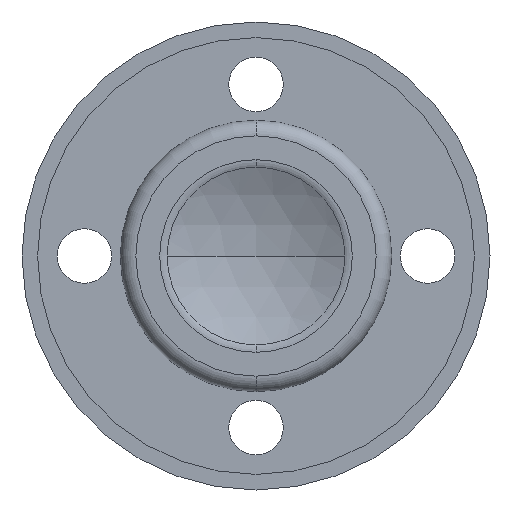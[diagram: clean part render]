
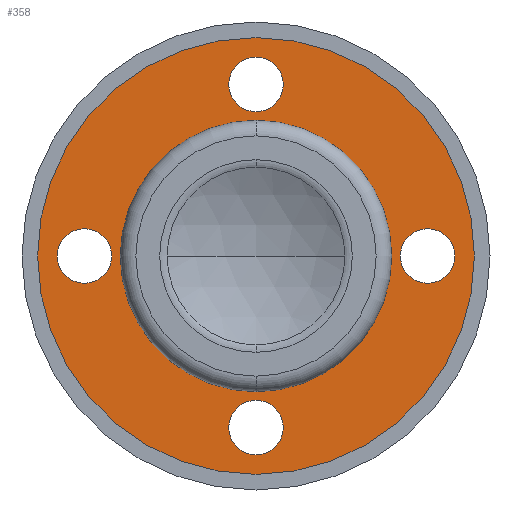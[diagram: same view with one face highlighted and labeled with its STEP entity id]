
A CAD part, front view. The second image highlights one B-rep face of the part: STEP entity #358.
In plain terms, the highlighted planar face has unit normal (0, -1, 0).
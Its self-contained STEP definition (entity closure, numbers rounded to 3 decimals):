
#12 = CARTESIAN_POINT ( 'NONE',  ( 0., 12.5, 0. ) ) ;
#16 = CARTESIAN_POINT ( 'NONE',  ( 0., 12.5, 46.25 ) ) ;
#18 = DIRECTION ( 'NONE',  ( 0., 1., 0. ) ) ;
#22 = DIRECTION ( 'NONE',  ( 0., 1., 0. ) ) ;
#23 = AXIS2_PLACEMENT_3D ( 'NONE', #527, #371, #116 ) ;
#38 = VERTEX_POINT ( 'NONE', #454 ) ;
#42 = EDGE_CURVE ( 'NONE', #1008, #263, #635, .T. ) ;
#48 = VERTEX_POINT ( 'NONE', #835 ) ;
#53 = FACE_BOUND ( 'NONE', #573, .T. ) ;
#54 = EDGE_CURVE ( 'NONE', #263, #1008, #422, .T. ) ;
#63 = EDGE_CURVE ( 'NONE', #48, #825, #342, .T. ) ;
#66 = DIRECTION ( 'NONE',  ( 0., -1., 0. ) ) ;
#79 = CARTESIAN_POINT ( 'NONE',  ( -63.75, 12.5, 0. ) ) ;
#101 = CARTESIAN_POINT ( 'NONE',  ( 55., 12.5, 0. ) ) ;
#109 = CIRCLE ( 'NONE', #550, 70. ) ;
#115 = CARTESIAN_POINT ( 'NONE',  ( 0., 12.5, -63.75 ) ) ;
#116 = DIRECTION ( 'NONE',  ( -1., 0., 0. ) ) ;
#131 = DIRECTION ( 'NONE',  ( 0., -1., 0. ) ) ;
#134 = FACE_BOUND ( 'NONE', #497, .T. ) ;
#138 = AXIS2_PLACEMENT_3D ( 'NONE', #12, #22, #211 ) ;
#152 = AXIS2_PLACEMENT_3D ( 'NONE', #361, #131, #933 ) ;
#155 = CIRCLE ( 'NONE', #363, 8.75 ) ;
#202 = DIRECTION ( 'NONE',  ( 0., 0., 1. ) ) ;
#209 = CARTESIAN_POINT ( 'NONE',  ( 0., 12.5, -55. ) ) ;
#211 = DIRECTION ( 'NONE',  ( 0., 0., 1. ) ) ;
#216 = DIRECTION ( 'NONE',  ( 0., 0., 1. ) ) ;
#221 = EDGE_CURVE ( 'NONE', #382, #370, #155, .T. ) ;
#226 = EDGE_CURVE ( 'NONE', #370, #382, #957, .T. ) ;
#229 = ORIENTED_EDGE ( 'NONE', *, *, #42, .F. ) ;
#236 = DIRECTION ( 'NONE',  ( 0., 1., 0. ) ) ;
#255 = ORIENTED_EDGE ( 'NONE', *, *, #331, .F. ) ;
#263 = VERTEX_POINT ( 'NONE', #16 ) ;
#272 = DIRECTION ( 'NONE',  ( 1., 0., 0. ) ) ;
#273 = CIRCLE ( 'NONE', #823, 8.75 ) ;
#274 = CARTESIAN_POINT ( 'NONE',  ( 0., 12.5, -43.5 ) ) ;
#285 = EDGE_LOOP ( 'NONE', ( #773, #722 ) ) ;
#287 = AXIS2_PLACEMENT_3D ( 'NONE', #1045, #236, #1027 ) ;
#298 = FACE_BOUND ( 'NONE', #730, .T. ) ;
#304 = FACE_BOUND ( 'NONE', #775, .T. ) ;
#320 = CARTESIAN_POINT ( 'NONE',  ( 55., 12.5, 0. ) ) ;
#325 = ORIENTED_EDGE ( 'NONE', *, *, #986, .F. ) ;
#331 = EDGE_CURVE ( 'NONE', #611, #503, #880, .T. ) ;
#342 = CIRCLE ( 'NONE', #403, 70. ) ;
#355 = CARTESIAN_POINT ( 'NONE',  ( 0., 12.5, 63.75 ) ) ;
#358 = ADVANCED_FACE ( 'NONE', ( #298, #134, #448, #53, #304, #560 ), #965, .T. ) ;
#361 = CARTESIAN_POINT ( 'NONE',  ( 0., 12.5, -55. ) ) ;
#363 = AXIS2_PLACEMENT_3D ( 'NONE', #320, #728, #568 ) ;
#369 = EDGE_CURVE ( 'NONE', #825, #48, #109, .T. ) ;
#370 = VERTEX_POINT ( 'NONE', #548 ) ;
#371 = DIRECTION ( 'NONE',  ( 0., -1., 0. ) ) ;
#379 = CARTESIAN_POINT ( 'NONE',  ( -43.5, 12.5, 0. ) ) ;
#382 = VERTEX_POINT ( 'NONE', #628 ) ;
#388 = CARTESIAN_POINT ( 'NONE',  ( 0., 12.5, 43.5 ) ) ;
#395 = EDGE_LOOP ( 'NONE', ( #593, #508 ) ) ;
#403 = AXIS2_PLACEMENT_3D ( 'NONE', #747, #18, #202 ) ;
#406 = AXIS2_PLACEMENT_3D ( 'NONE', #379, #66, #451 ) ;
#422 = CIRCLE ( 'NONE', #1021, 8.75 ) ;
#442 = ORIENTED_EDGE ( 'NONE', *, *, #543, .T. ) ;
#448 = FACE_BOUND ( 'NONE', #395, .T. ) ;
#450 = DIRECTION ( 'NONE',  ( 0., -1., 0. ) ) ;
#451 = DIRECTION ( 'NONE',  ( 0., 0., -1. ) ) ;
#454 = CARTESIAN_POINT ( 'NONE',  ( -46.25, 12.5, 0. ) ) ;
#494 = VERTEX_POINT ( 'NONE', #388 ) ;
#497 = EDGE_LOOP ( 'NONE', ( #916, #229 ) ) ;
#498 = DIRECTION ( 'NONE',  ( 0., -1., 0. ) ) ;
#503 = VERTEX_POINT ( 'NONE', #746 ) ;
#508 = ORIENTED_EDGE ( 'NONE', *, *, #221, .F. ) ;
#527 = CARTESIAN_POINT ( 'NONE',  ( -55., 12.5, 0. ) ) ;
#533 = CARTESIAN_POINT ( 'NONE',  ( -55., 12.5, 0. ) ) ;
#535 = DIRECTION ( 'NONE',  ( 0., -1., 0. ) ) ;
#543 = EDGE_CURVE ( 'NONE', #964, #494, #841, .T. ) ;
#548 = CARTESIAN_POINT ( 'NONE',  ( 46.25, 12.5, 0. ) ) ;
#550 = AXIS2_PLACEMENT_3D ( 'NONE', #710, #891, #701 ) ;
#560 = FACE_OUTER_BOUND ( 'NONE', #285, .T. ) ;
#568 = DIRECTION ( 'NONE',  ( 1., 0., 0. ) ) ;
#573 = EDGE_LOOP ( 'NONE', ( #325, #255 ) ) ;
#593 = ORIENTED_EDGE ( 'NONE', *, *, #226, .F. ) ;
#599 = CIRCLE ( 'NONE', #23, 8.75 ) ;
#611 = VERTEX_POINT ( 'NONE', #115 ) ;
#615 = CARTESIAN_POINT ( 'NONE',  ( 0., 12.5, -70. ) ) ;
#618 = CIRCLE ( 'NONE', #152, 8.75 ) ;
#626 = ORIENTED_EDGE ( 'NONE', *, *, #830, .T. ) ;
#628 = CARTESIAN_POINT ( 'NONE',  ( 63.75, 12.5, 0. ) ) ;
#635 = CIRCLE ( 'NONE', #652, 8.75 ) ;
#652 = AXIS2_PLACEMENT_3D ( 'NONE', #1040, #535, #216 ) ;
#664 = VERTEX_POINT ( 'NONE', #79 ) ;
#696 = DIRECTION ( 'NONE',  ( 0., 0., -1. ) ) ;
#701 = DIRECTION ( 'NONE',  ( 0., 0., 1. ) ) ;
#710 = CARTESIAN_POINT ( 'NONE',  ( 0., 12.5, 0. ) ) ;
#718 = CIRCLE ( 'NONE', #287, 43.5 ) ;
#722 = ORIENTED_EDGE ( 'NONE', *, *, #369, .F. ) ;
#728 = DIRECTION ( 'NONE',  ( 0., -1., 0. ) ) ;
#730 = EDGE_LOOP ( 'NONE', ( #740, #890 ) ) ;
#740 = ORIENTED_EDGE ( 'NONE', *, *, #968, .F. ) ;
#746 = CARTESIAN_POINT ( 'NONE',  ( 0., 12.5, -46.25 ) ) ;
#747 = CARTESIAN_POINT ( 'NONE',  ( 0., 12.5, 0. ) ) ;
#761 = AXIS2_PLACEMENT_3D ( 'NONE', #101, #498, #272 ) ;
#770 = DIRECTION ( 'NONE',  ( 0., 0., 1. ) ) ;
#773 = ORIENTED_EDGE ( 'NONE', *, *, #63, .F. ) ;
#775 = EDGE_LOOP ( 'NONE', ( #626, #442 ) ) ;
#823 = AXIS2_PLACEMENT_3D ( 'NONE', #533, #450, #1013 ) ;
#825 = VERTEX_POINT ( 'NONE', #615 ) ;
#829 = CARTESIAN_POINT ( 'NONE',  ( 0., 12.5, 55. ) ) ;
#830 = EDGE_CURVE ( 'NONE', #494, #964, #718, .T. ) ;
#835 = CARTESIAN_POINT ( 'NONE',  ( 0., 12.5, 70. ) ) ;
#841 = CIRCLE ( 'NONE', #138, 43.5 ) ;
#845 = DIRECTION ( 'NONE',  ( 0., -1., 0. ) ) ;
#880 = CIRCLE ( 'NONE', #932, 8.75 ) ;
#890 = ORIENTED_EDGE ( 'NONE', *, *, #951, .F. ) ;
#891 = DIRECTION ( 'NONE',  ( 0., 1., 0. ) ) ;
#916 = ORIENTED_EDGE ( 'NONE', *, *, #54, .F. ) ;
#932 = AXIS2_PLACEMENT_3D ( 'NONE', #209, #845, #696 ) ;
#933 = DIRECTION ( 'NONE',  ( 0., 0., -1. ) ) ;
#940 = DIRECTION ( 'NONE',  ( 0., -1., 0. ) ) ;
#951 = EDGE_CURVE ( 'NONE', #664, #38, #599, .T. ) ;
#957 = CIRCLE ( 'NONE', #761, 8.75 ) ;
#964 = VERTEX_POINT ( 'NONE', #274 ) ;
#965 = PLANE ( 'NONE',  #406 ) ;
#968 = EDGE_CURVE ( 'NONE', #38, #664, #273, .T. ) ;
#986 = EDGE_CURVE ( 'NONE', #503, #611, #618, .T. ) ;
#1008 = VERTEX_POINT ( 'NONE', #355 ) ;
#1013 = DIRECTION ( 'NONE',  ( -1., 0., 0. ) ) ;
#1021 = AXIS2_PLACEMENT_3D ( 'NONE', #829, #940, #770 ) ;
#1027 = DIRECTION ( 'NONE',  ( 0., 0., 1. ) ) ;
#1040 = CARTESIAN_POINT ( 'NONE',  ( 0., 12.5, 55. ) ) ;
#1045 = CARTESIAN_POINT ( 'NONE',  ( 0., 12.5, 0. ) ) ;
